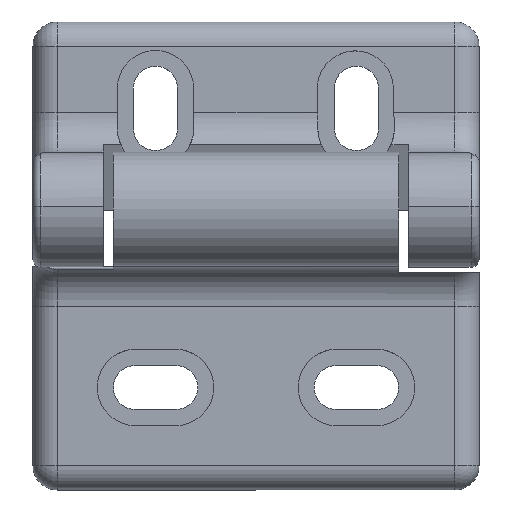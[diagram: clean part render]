
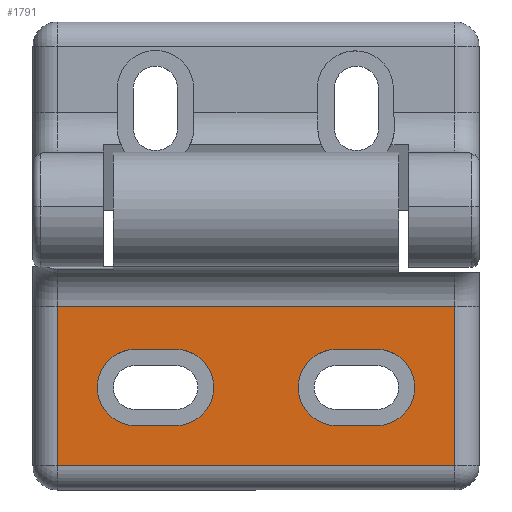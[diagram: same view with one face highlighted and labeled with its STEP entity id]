
A CAD part, top view. The second image highlights one B-rep face of the part: STEP entity #1791.
In plain terms, the highlighted planar face has unit normal (0, 0, 1).
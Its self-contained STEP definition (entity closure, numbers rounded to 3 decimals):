
#86=PLANE('',#1986);
#122=FACE_BOUND('',#336,.T.);
#123=FACE_BOUND('',#337,.T.);
#218=FACE_OUTER_BOUND('',#335,.T.);
#335=EDGE_LOOP('',(#1613,#1614,#1615,#1616));
#336=EDGE_LOOP('',(#1617,#1618,#1619,#1620));
#337=EDGE_LOOP('',(#1621,#1622,#1623,#1624));
#465=LINE('',#3148,#607);
#467=LINE('',#3170,#609);
#468=LINE('',#3176,#610);
#469=LINE('',#3200,#611);
#474=LINE('',#3214,#616);
#477=LINE('',#3223,#619);
#478=LINE('',#3227,#620);
#479=LINE('',#3231,#621);
#607=VECTOR('',#2439,49.5);
#609=VECTOR('',#2453,19.8);
#610=VECTOR('',#2462,49.5);
#611=VECTOR('',#2477,5.);
#616=VECTOR('',#2490,5.);
#619=VECTOR('',#2503,19.8);
#620=VECTOR('',#2506,5.);
#621=VECTOR('',#2509,5.);
#716=CIRCLE('',#1978,4.75);
#718=CIRCLE('',#1982,4.75);
#720=CIRCLE('',#1987,4.75);
#721=CIRCLE('',#1988,4.75);
#867=VERTEX_POINT('',#3145);
#868=VERTEX_POINT('',#3147);
#870=VERTEX_POINT('',#3169);
#871=VERTEX_POINT('',#3175);
#872=VERTEX_POINT('',#3198);
#873=VERTEX_POINT('',#3199);
#876=VERTEX_POINT('',#3207);
#878=VERTEX_POINT('',#3213);
#880=VERTEX_POINT('',#3225);
#881=VERTEX_POINT('',#3226);
#882=VERTEX_POINT('',#3228);
#883=VERTEX_POINT('',#3230);
#1104=EDGE_CURVE('',#868,#867,#465,.T.);
#1109=EDGE_CURVE('',#870,#868,#467,.T.);
#1112=EDGE_CURVE('',#871,#870,#468,.T.);
#1117=EDGE_CURVE('',#872,#873,#469,.T.);
#1121=EDGE_CURVE('',#873,#876,#716,.T.);
#1124=EDGE_CURVE('',#876,#878,#474,.T.);
#1127=EDGE_CURVE('',#878,#872,#718,.T.);
#1129=EDGE_CURVE('',#867,#871,#477,.T.);
#1130=EDGE_CURVE('',#880,#881,#478,.T.);
#1131=EDGE_CURVE('',#882,#881,#720,.T.);
#1132=EDGE_CURVE('',#883,#882,#479,.T.);
#1133=EDGE_CURVE('',#880,#883,#721,.T.);
#1613=ORIENTED_EDGE('',*,*,#1129,.T.);
#1614=ORIENTED_EDGE('',*,*,#1112,.T.);
#1615=ORIENTED_EDGE('',*,*,#1109,.T.);
#1616=ORIENTED_EDGE('',*,*,#1104,.T.);
#1617=ORIENTED_EDGE('',*,*,#1117,.F.);
#1618=ORIENTED_EDGE('',*,*,#1127,.F.);
#1619=ORIENTED_EDGE('',*,*,#1124,.F.);
#1620=ORIENTED_EDGE('',*,*,#1121,.F.);
#1621=ORIENTED_EDGE('',*,*,#1130,.T.);
#1622=ORIENTED_EDGE('',*,*,#1131,.F.);
#1623=ORIENTED_EDGE('',*,*,#1132,.F.);
#1624=ORIENTED_EDGE('',*,*,#1133,.F.);
#1791=ADVANCED_FACE('',(#218,#122,#123),#86,.F.);
#1978=AXIS2_PLACEMENT_3D('',#3208,#2483,#2484);
#1982=AXIS2_PLACEMENT_3D('',#3219,#2495,#2496);
#1986=AXIS2_PLACEMENT_3D('',#3224,#2504,#2505);
#1987=AXIS2_PLACEMENT_3D('',#3229,#2507,#2508);
#1988=AXIS2_PLACEMENT_3D('',#3232,#2510,#2511);
#2439=DIRECTION('',(-1.,0.,0.));
#2453=DIRECTION('',(0.,1.,0.));
#2462=DIRECTION('',(1.,0.,0.));
#2477=DIRECTION('',(1.,0.,0.));
#2483=DIRECTION('center_axis',(0.,0.,1.));
#2484=DIRECTION('ref_axis',(-1.,0.,0.));
#2490=DIRECTION('',(-1.,0.,0.));
#2495=DIRECTION('center_axis',(0.,0.,1.));
#2496=DIRECTION('ref_axis',(1.,0.,0.));
#2503=DIRECTION('',(0.,-1.,0.));
#2504=DIRECTION('center_axis',(0.,0.,-1.));
#2505=DIRECTION('ref_axis',(-1.,0.,0.));
#2506=DIRECTION('',(1.,0.,0.));
#2507=DIRECTION('center_axis',(0.,0.,1.));
#2508=DIRECTION('ref_axis',(-0.526,0.85,0.));
#2509=DIRECTION('',(1.,0.,0.));
#2510=DIRECTION('center_axis',(0.,0.,1.));
#2511=DIRECTION('ref_axis',(0.526,-0.85,0.));
#3145=CARTESIAN_POINT('',(-14.75,10.05,7.5));
#3147=CARTESIAN_POINT('',(34.75,10.05,7.5));
#3148=CARTESIAN_POINT('',(34.75,10.05,7.5));
#3169=CARTESIAN_POINT('',(34.75,-9.75,7.5));
#3170=CARTESIAN_POINT('',(34.75,-9.75,7.5));
#3175=CARTESIAN_POINT('',(-14.75,-9.75,7.5));
#3176=CARTESIAN_POINT('',(-14.75,-9.75,7.5));
#3198=CARTESIAN_POINT('',(20.,-4.75,7.5));
#3199=CARTESIAN_POINT('',(25.,-4.75,7.5));
#3200=CARTESIAN_POINT('',(20.,-4.75,7.5));
#3207=CARTESIAN_POINT('',(25.,4.75,7.5));
#3208=CARTESIAN_POINT('Origin',(25.,0.,7.5));
#3213=CARTESIAN_POINT('',(20.,4.75,7.5));
#3214=CARTESIAN_POINT('',(25.,4.75,7.5));
#3219=CARTESIAN_POINT('Origin',(20.,0.,7.5));
#3223=CARTESIAN_POINT('',(-14.75,3.162,7.5));
#3224=CARTESIAN_POINT('Origin',(34.75,10.05,7.5));
#3225=CARTESIAN_POINT('',(-5.,4.75,7.5));
#3226=CARTESIAN_POINT('',(0.,4.75,7.5));
#3227=CARTESIAN_POINT('',(-5.,4.75,7.5));
#3228=CARTESIAN_POINT('',(0.,-4.75,7.5));
#3229=CARTESIAN_POINT('Origin',(0.,0.,7.5));
#3230=CARTESIAN_POINT('',(-5.,-4.75,7.5));
#3231=CARTESIAN_POINT('',(-5.,-4.75,7.5));
#3232=CARTESIAN_POINT('Origin',(-5.,0.,7.5));
